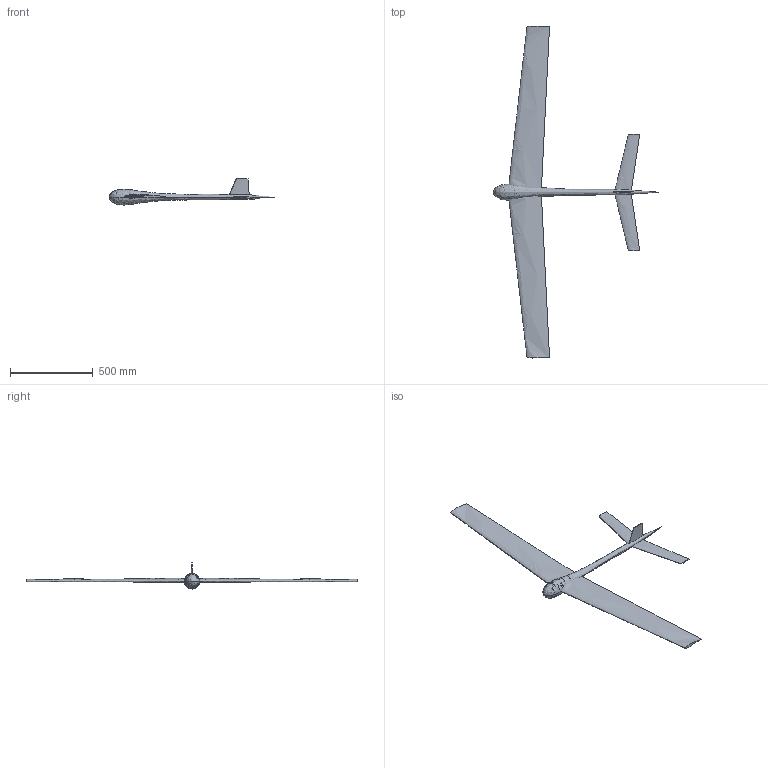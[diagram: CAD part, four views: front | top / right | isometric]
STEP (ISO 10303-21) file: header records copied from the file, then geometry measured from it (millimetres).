
FILE_DESCRIPTION (( 'STEP AP203' ), '1' );
FILE_NAME ('Plane_step.STEP', '2020-03-15T04:40:04', ( '' ), ( '' ), 'SwSTEP 2.0', 'SolidWorks 2019', '' );
FILE_SCHEMA (( 'CONFIG_CONTROL_DESIGN' ));
Length unit declared in the file: millimetre
Products named in the file (5): BODY; Wing; elevator; fin; Plane_step
Assembly tree (4 placements, depth 2):
  Plane_step
    BODY
    fin
    elevator
    Wing
Bounding box: 1000 x 2000 x 156.75 mm (x, y, z)
Volume: 5382876.6 mm3; surface area: 966198.6 mm2
Topology: 4 solids, 4 shells, 18 faces, 32 edges, 18 vertices
Faces by surface type: plane 11, bspline 7
Entity records: 1297 total; most frequent: CARTESIAN_POINT 492, ORIENTED_EDGE 56, DIRECTION 54, PERSON_AND_ORGANIZATION 44, DATE_AND_TIME 33, CALENDAR_DATE 33, COORDINATED_UNIVERSAL_TIME_OFFSET 33, LOCAL_TIME 33
